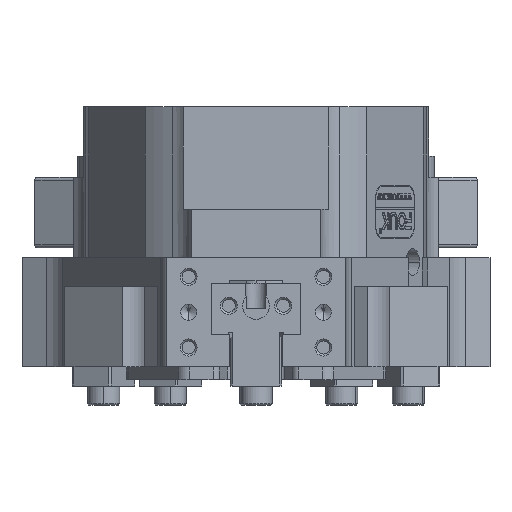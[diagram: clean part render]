
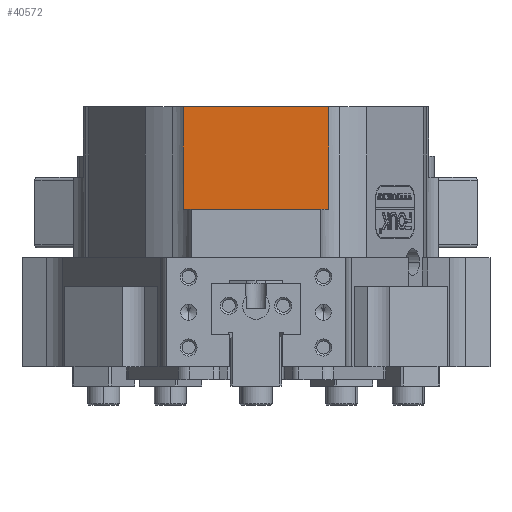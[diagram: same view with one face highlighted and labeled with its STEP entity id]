
A CAD part, left-side view. The second image highlights one B-rep face of the part: STEP entity #40572.
In plain terms, the highlighted planar face has unit normal (-1, 0, 0).
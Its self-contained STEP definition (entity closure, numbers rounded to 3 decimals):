
#1262 = VERTEX_POINT ( 'NONE', #3050 ) ;
#2043 = CARTESIAN_POINT ( 'NONE',  ( -35.327, 14.787, 80.122 ) ) ;
#2138 = VECTOR ( 'NONE', #5059, 1000. ) ;
#3050 = CARTESIAN_POINT ( 'NONE',  ( -35.327, -7.858, 80.122 ) ) ;
#4502 = VERTEX_POINT ( 'NONE', #2043 ) ;
#5059 = DIRECTION ( 'NONE',  ( 0., 0., 1. ) ) ;
#7231 = DIRECTION ( 'NONE',  ( 0., -1., 0. ) ) ;
#8806 = FACE_OUTER_BOUND ( 'NONE', #38948, .T. ) ;
#9682 = EDGE_CURVE ( 'NONE', #4502, #15081, #37808, .T. ) ;
#10337 = CARTESIAN_POINT ( 'NONE',  ( -35.327, 17.322, 80.122 ) ) ;
#11068 = DIRECTION ( 'NONE',  ( 0., 0., -1. ) ) ;
#13291 = ORIENTED_EDGE ( 'NONE', *, *, #9682, .F. ) ;
#13598 = DIRECTION ( 'NONE',  ( 1., 0., 0. ) ) ;
#15081 = VERTEX_POINT ( 'NONE', #41064 ) ;
#19660 = AXIS2_PLACEMENT_3D ( 'NONE', #19791, #13598, #26401 ) ;
#19791 = CARTESIAN_POINT ( 'NONE',  ( -35.327, 22.312, 85.122 ) ) ;
#20253 = LINE ( 'NONE', #30279, #24289 ) ;
#24264 = CARTESIAN_POINT ( 'NONE',  ( -35.327, 14.787, 116.475 ) ) ;
#24289 = VECTOR ( 'NONE', #11068, 1000. ) ;
#24340 = ORIENTED_EDGE ( 'NONE', *, *, #28631, .T. ) ;
#26401 = DIRECTION ( 'NONE',  ( 0., 0., -1. ) ) ;
#27691 = LINE ( 'NONE', #28076, #37672 ) ;
#27871 = EDGE_CURVE ( 'NONE', #4502, #1262, #28255, .T. ) ;
#28076 = CARTESIAN_POINT ( 'NONE',  ( -35.327, 22.312, 96.122 ) ) ;
#28255 = LINE ( 'NONE', #10337, #30743 ) ;
#28631 = EDGE_CURVE ( 'NONE', #40785, #15081, #27691, .T. ) ;
#30173 = CARTESIAN_POINT ( 'NONE',  ( -35.327, -7.858, 96.122 ) ) ;
#30279 = CARTESIAN_POINT ( 'NONE',  ( -35.327, -7.858, 116.475 ) ) ;
#30743 = VECTOR ( 'NONE', #7231, 1000. ) ;
#31156 = DIRECTION ( 'NONE',  ( 0., 1., 0. ) ) ;
#35517 = ORIENTED_EDGE ( 'NONE', *, *, #41677, .F. ) ;
#35760 = PLANE ( 'NONE',  #19660 ) ;
#37672 = VECTOR ( 'NONE', #31156, 1000. ) ;
#37808 = LINE ( 'NONE', #24264, #2138 ) ;
#38948 = EDGE_LOOP ( 'NONE', ( #41237, #35517, #24340, #13291 ) ) ;
#40572 = ADVANCED_FACE ( 'NONE', ( #8806 ), #35760, .F. ) ;
#40785 = VERTEX_POINT ( 'NONE', #30173 ) ;
#41064 = CARTESIAN_POINT ( 'NONE',  ( -35.327, 14.787, 96.122 ) ) ;
#41237 = ORIENTED_EDGE ( 'NONE', *, *, #27871, .T. ) ;
#41677 = EDGE_CURVE ( 'NONE', #40785, #1262, #20253, .T. ) ;
